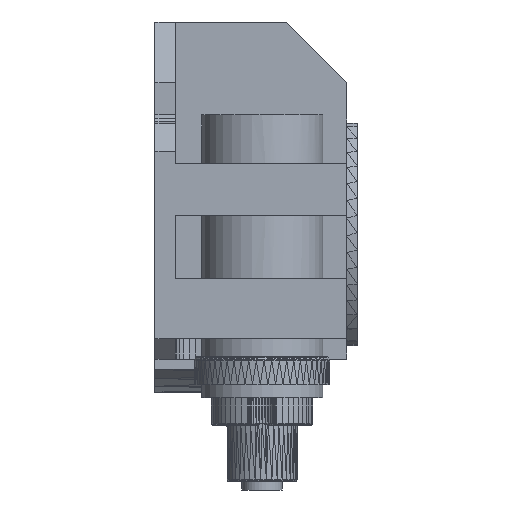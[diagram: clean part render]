
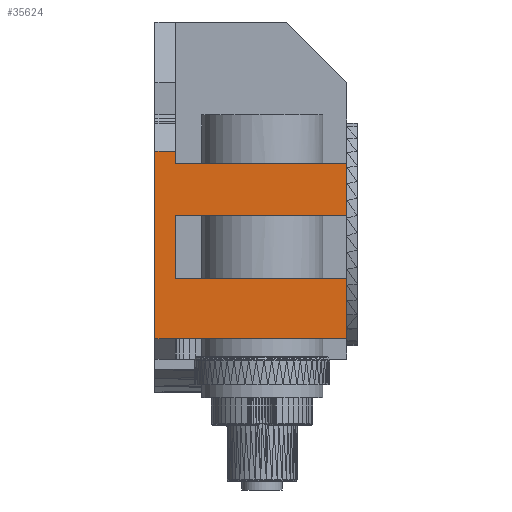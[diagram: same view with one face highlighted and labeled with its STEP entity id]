
A CAD part, front view. The second image highlights one B-rep face of the part: STEP entity #35624.
In plain terms, the highlighted face is planar.
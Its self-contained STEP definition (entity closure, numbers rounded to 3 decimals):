
#34125 = VERTEX_POINT('',#34126);
#34126 = CARTESIAN_POINT('',(-77.,-25.4,0.));
#34132 = EDGE_CURVE('',#34125,#34133,#34135,.T.);
#34133 = VERTEX_POINT('',#34134);
#34134 = CARTESIAN_POINT('',(-77.,21.,0.));
#34135 = LINE('',#34136,#34137);
#34136 = CARTESIAN_POINT('',(-77.,-25.4,0.));
#34137 = VECTOR('',#34138,1.);
#34138 = DIRECTION('',(0.,1.,0.));
#35607 = VERTEX_POINT('',#35608);
#35608 = CARTESIAN_POINT('',(-77.,-25.4,5.));
#35614 = EDGE_CURVE('',#35607,#34125,#35615,.T.);
#35615 = LINE('',#35616,#35617);
#35616 = CARTESIAN_POINT('',(-77.,-25.4,5.));
#35617 = VECTOR('',#35618,1.);
#35618 = DIRECTION('',(0.,0.,-1.));
#35624 = ADVANCED_FACE('',(#35625),#35699,.T.);
#35625 = FACE_BOUND('',#35626,.T.);
#35626 = EDGE_LOOP('',(#35627,#35628,#35636,#35644,#35652,#35660,#35668,
    #35676,#35684,#35692,#35698));
#35627 = ORIENTED_EDGE('',*,*,#35614,.F.);
#35628 = ORIENTED_EDGE('',*,*,#35629,.T.);
#35629 = EDGE_CURVE('',#35607,#35630,#35632,.T.);
#35630 = VERTEX_POINT('',#35631);
#35631 = CARTESIAN_POINT('',(-77.,-25.4,47.5));
#35632 = LINE('',#35633,#35634);
#35633 = CARTESIAN_POINT('',(-77.,-25.4,5.));
#35634 = VECTOR('',#35635,1.);
#35635 = DIRECTION('',(0.,0.,1.));
#35636 = ORIENTED_EDGE('',*,*,#35637,.T.);
#35637 = EDGE_CURVE('',#35630,#35638,#35640,.T.);
#35638 = VERTEX_POINT('',#35639);
#35639 = CARTESIAN_POINT('',(-77.,-10.4,47.5));
#35640 = LINE('',#35641,#35642);
#35641 = CARTESIAN_POINT('',(-77.,-25.4,47.5));
#35642 = VECTOR('',#35643,1.);
#35643 = DIRECTION('',(0.,1.,0.));
#35644 = ORIENTED_EDGE('',*,*,#35645,.T.);
#35645 = EDGE_CURVE('',#35638,#35646,#35648,.T.);
#35646 = VERTEX_POINT('',#35647);
#35647 = CARTESIAN_POINT('',(-77.,-10.4,5.));
#35648 = LINE('',#35649,#35650);
#35649 = CARTESIAN_POINT('',(-77.,-10.4,47.5));
#35650 = VECTOR('',#35651,1.);
#35651 = DIRECTION('',(0.,0.,-1.));
#35652 = ORIENTED_EDGE('',*,*,#35653,.T.);
#35653 = EDGE_CURVE('',#35646,#35654,#35656,.T.);
#35654 = VERTEX_POINT('',#35655);
#35655 = CARTESIAN_POINT('',(-77.,5.,5.));
#35656 = LINE('',#35657,#35658);
#35657 = CARTESIAN_POINT('',(-77.,-10.4,5.));
#35658 = VECTOR('',#35659,1.);
#35659 = DIRECTION('',(0.,1.,0.));
#35660 = ORIENTED_EDGE('',*,*,#35661,.T.);
#35661 = EDGE_CURVE('',#35654,#35662,#35664,.T.);
#35662 = VERTEX_POINT('',#35663);
#35663 = CARTESIAN_POINT('',(-77.,5.,47.5));
#35664 = LINE('',#35665,#35666);
#35665 = CARTESIAN_POINT('',(-77.,5.,5.));
#35666 = VECTOR('',#35667,1.);
#35667 = DIRECTION('',(0.,0.,1.));
#35668 = ORIENTED_EDGE('',*,*,#35669,.T.);
#35669 = EDGE_CURVE('',#35662,#35670,#35672,.T.);
#35670 = VERTEX_POINT('',#35671);
#35671 = CARTESIAN_POINT('',(-77.,18.,47.5));
#35672 = LINE('',#35673,#35674);
#35673 = CARTESIAN_POINT('',(-77.,5.,47.5));
#35674 = VECTOR('',#35675,1.);
#35675 = DIRECTION('',(0.,1.,0.));
#35676 = ORIENTED_EDGE('',*,*,#35677,.F.);
#35677 = EDGE_CURVE('',#35678,#35670,#35680,.T.);
#35678 = VERTEX_POINT('',#35679);
#35679 = CARTESIAN_POINT('',(-77.,18.,5.));
#35680 = LINE('',#35681,#35682);
#35681 = CARTESIAN_POINT('',(-77.,18.,5.));
#35682 = VECTOR('',#35683,1.);
#35683 = DIRECTION('',(0.,0.,1.));
#35684 = ORIENTED_EDGE('',*,*,#35685,.T.);
#35685 = EDGE_CURVE('',#35678,#35686,#35688,.T.);
#35686 = VERTEX_POINT('',#35687);
#35687 = CARTESIAN_POINT('',(-77.,21.,5.));
#35688 = LINE('',#35689,#35690);
#35689 = CARTESIAN_POINT('',(-77.,18.,5.));
#35690 = VECTOR('',#35691,1.);
#35691 = DIRECTION('',(0.,1.,0.));
#35692 = ORIENTED_EDGE('',*,*,#35693,.T.);
#35693 = EDGE_CURVE('',#35686,#34133,#35694,.T.);
#35694 = LINE('',#35695,#35696);
#35695 = CARTESIAN_POINT('',(-77.,21.,5.));
#35696 = VECTOR('',#35697,1.);
#35697 = DIRECTION('',(0.,0.,-1.));
#35698 = ORIENTED_EDGE('',*,*,#34132,.F.);
#35699 = PLANE('',#35700);
#35700 = AXIS2_PLACEMENT_3D('',#35701,#35702,#35703);
#35701 = CARTESIAN_POINT('',(-77.,-2.823,21.662));
#35702 = DIRECTION('',(-1.,-0.,-0.));
#35703 = DIRECTION('',(0.,0.,-1.));
